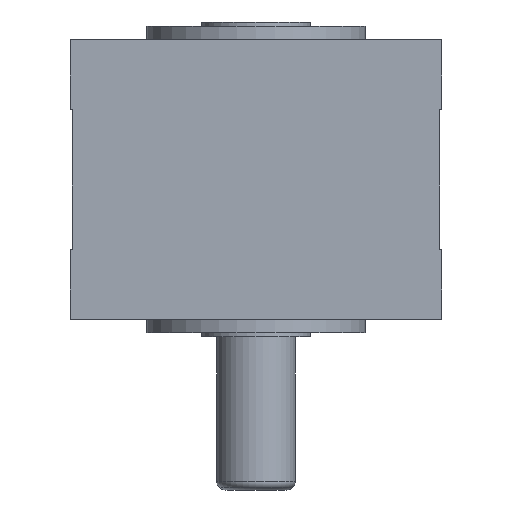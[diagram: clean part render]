
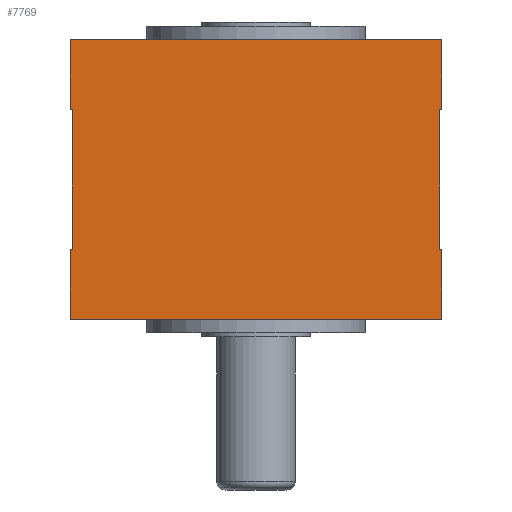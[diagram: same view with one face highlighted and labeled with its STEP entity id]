
A CAD part, front view. The second image highlights one B-rep face of the part: STEP entity #7769.
In plain terms, the highlighted planar face has unit normal (0, -1, 0).
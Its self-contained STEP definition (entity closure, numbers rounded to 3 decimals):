
#22=DIRECTION('',(0.,0.,-1.));
#23=VECTOR('',#22,16.);
#24=CARTESIAN_POINT('',(42.5,-61.75,32.));
#25=LINE('',#24,#23);
#114=DIRECTION('',(0.,0.,1.));
#115=VECTOR('',#114,32.);
#116=CARTESIAN_POINT('',(42.,-61.75,-16.));
#117=LINE('',#116,#115);
#118=DIRECTION('',(-1.,0.,0.));
#119=VECTOR('',#118,0.5);
#120=CARTESIAN_POINT('',(42.5,-61.75,-16.));
#121=LINE('',#120,#119);
#122=DIRECTION('',(0.,0.,1.));
#123=VECTOR('',#122,16.);
#124=CARTESIAN_POINT('',(42.5,-61.75,-32.));
#125=LINE('',#124,#123);
#126=DIRECTION('',(-1.,0.,0.));
#127=VECTOR('',#126,0.5);
#128=CARTESIAN_POINT('',(-42.,-61.75,-16.));
#129=LINE('',#128,#127);
#130=DIRECTION('',(0.,0.,-1.));
#131=VECTOR('',#130,32.);
#132=CARTESIAN_POINT('',(-42.,-61.75,16.));
#133=LINE('',#132,#131);
#134=DIRECTION('',(1.,0.,0.));
#135=VECTOR('',#134,0.5);
#136=CARTESIAN_POINT('',(-42.5,-61.75,16.));
#137=LINE('',#136,#135);
#138=DIRECTION('',(1.,0.,0.));
#139=VECTOR('',#138,0.5);
#140=CARTESIAN_POINT('',(42.,-61.75,16.));
#141=LINE('',#140,#139);
#568=DIRECTION('',(1.,0.,0.));
#569=VECTOR('',#568,85.);
#570=CARTESIAN_POINT('',(-42.5,-61.75,32.));
#571=LINE('',#570,#569);
#2506=DIRECTION('',(-1.,0.,0.));
#2507=VECTOR('',#2506,85.);
#2508=CARTESIAN_POINT('',(42.5,-61.75,-32.));
#2509=LINE('',#2508,#2507);
#4011=DIRECTION('',(0.,0.,1.));
#4012=VECTOR('',#4011,16.);
#4013=CARTESIAN_POINT('',(-42.5,-61.75,16.));
#4014=LINE('',#4013,#4012);
#4039=DIRECTION('',(0.,0.,1.));
#4040=VECTOR('',#4039,16.);
#4041=CARTESIAN_POINT('',(-42.5,-61.75,-32.));
#4042=LINE('',#4041,#4040);
#5824=CARTESIAN_POINT('',(42.5,-61.75,16.));
#5826=VERTEX_POINT('',#5824);
#5829=CARTESIAN_POINT('',(42.5,-61.75,-16.));
#5831=VERTEX_POINT('',#5829);
#6472=CARTESIAN_POINT('',(42.,-61.75,16.));
#6473=VERTEX_POINT('',#6472);
#6474=CARTESIAN_POINT('',(42.,-61.75,-16.));
#6475=VERTEX_POINT('',#6474);
#6480=CARTESIAN_POINT('',(-42.,-61.75,-16.));
#6481=CARTESIAN_POINT('',(-42.5,-61.75,-16.));
#6482=VERTEX_POINT('',#6480);
#6483=VERTEX_POINT('',#6481);
#6484=CARTESIAN_POINT('',(-42.,-61.75,16.));
#6485=VERTEX_POINT('',#6484);
#6486=CARTESIAN_POINT('',(-42.5,-61.75,16.));
#6487=VERTEX_POINT('',#6486);
#7228=CARTESIAN_POINT('',(-42.5,-61.75,-32.));
#7230=VERTEX_POINT('',#7228);
#7232=CARTESIAN_POINT('',(-42.5,-61.75,32.));
#7234=VERTEX_POINT('',#7232);
#7236=CARTESIAN_POINT('',(42.5,-61.75,32.));
#7237=VERTEX_POINT('',#7236);
#7246=CARTESIAN_POINT('',(42.5,-61.75,-32.));
#7247=VERTEX_POINT('',#7246);
#7740=CARTESIAN_POINT('',(42.5,-61.75,32.));
#7741=DIRECTION('',(0.,1.,0.));
#7742=DIRECTION('',(-1.,0.,0.));
#7743=AXIS2_PLACEMENT_3D('',#7740,#7741,#7742);
#7744=PLANE('',#7743);
#7746=ORIENTED_EDGE('',*,*,#7745,.F.);
#7748=ORIENTED_EDGE('',*,*,#7747,.F.);
#7749=ORIENTED_EDGE('',*,*,#7617,.F.);
#7751=ORIENTED_EDGE('',*,*,#7750,.T.);
#7753=ORIENTED_EDGE('',*,*,#7752,.T.);
#7755=ORIENTED_EDGE('',*,*,#7754,.F.);
#7757=ORIENTED_EDGE('',*,*,#7756,.F.);
#7759=ORIENTED_EDGE('',*,*,#7758,.F.);
#7761=ORIENTED_EDGE('',*,*,#7760,.T.);
#7763=ORIENTED_EDGE('',*,*,#7762,.T.);
#7764=ORIENTED_EDGE('',*,*,#7585,.T.);
#7766=ORIENTED_EDGE('',*,*,#7765,.F.);
#7767=EDGE_LOOP('',(#7746,#7748,#7749,#7751,#7753,#7755,#7757,#7759,#7761,#7763,
#7764,#7766));
#7768=FACE_OUTER_BOUND('',#7767,.F.);
#7769=ADVANCED_FACE('',(#7768),#7744,.F.);
#7585=EDGE_CURVE('',#7237,#5826,#25,.T.);
#7617=EDGE_CURVE('',#7247,#5831,#125,.T.);
#7745=EDGE_CURVE('',#6475,#6473,#117,.T.);
#7747=EDGE_CURVE('',#5831,#6475,#121,.T.);
#7750=EDGE_CURVE('',#7247,#7230,#2509,.T.);
#7752=EDGE_CURVE('',#7230,#6483,#4042,.T.);
#7754=EDGE_CURVE('',#6482,#6483,#129,.T.);
#7756=EDGE_CURVE('',#6485,#6482,#133,.T.);
#7758=EDGE_CURVE('',#6487,#6485,#137,.T.);
#7760=EDGE_CURVE('',#6487,#7234,#4014,.T.);
#7762=EDGE_CURVE('',#7234,#7237,#571,.T.);
#7765=EDGE_CURVE('',#6473,#5826,#141,.T.);
